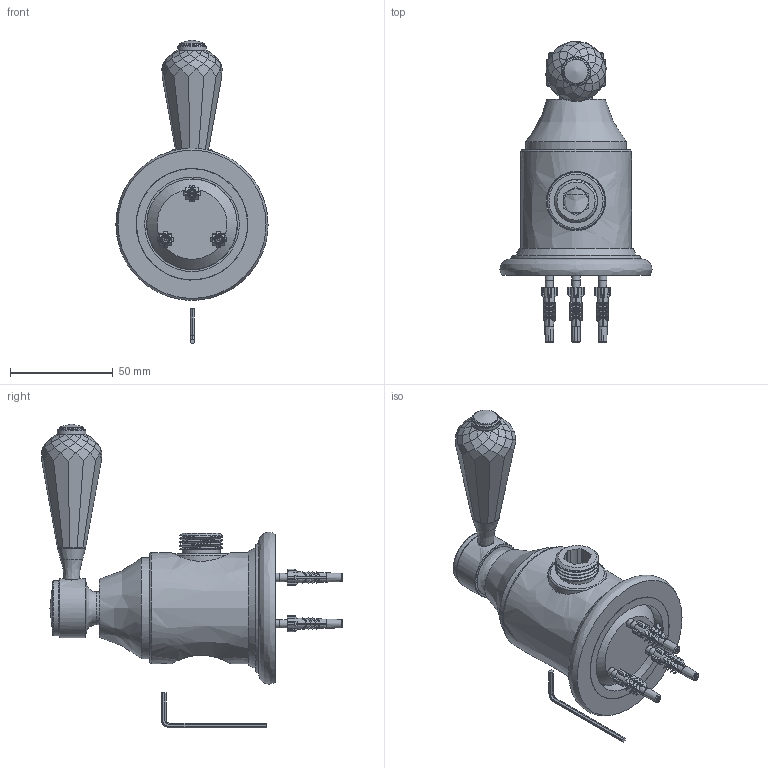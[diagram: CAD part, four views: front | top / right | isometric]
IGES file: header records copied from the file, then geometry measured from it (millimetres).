
Global section: file name: V241-TSB; native system: Autodesk Inventor 2018; preprocessor: unknown; author: gwilkes; date: 20190709.083456; units: millimetre
Bounding box: 73.96 x 146.44 x 147.84 mm (x, y, z)
Volume: 188642.9 mm3; surface area: 88969.8 mm2
Topology: 42 solids, 42 shells, 1859 faces, 5307 edges, 3534 vertices
Faces by surface type: bspline 1859
